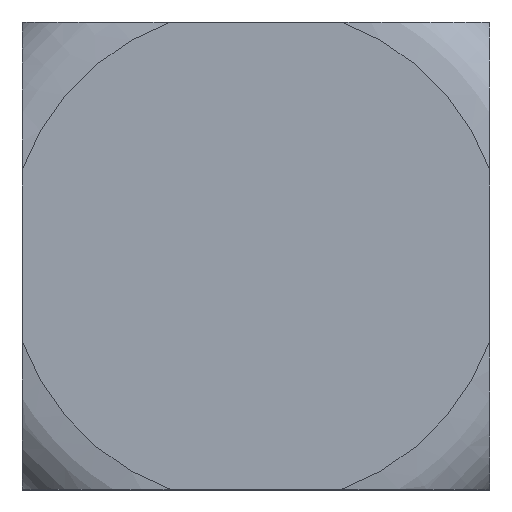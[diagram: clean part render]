
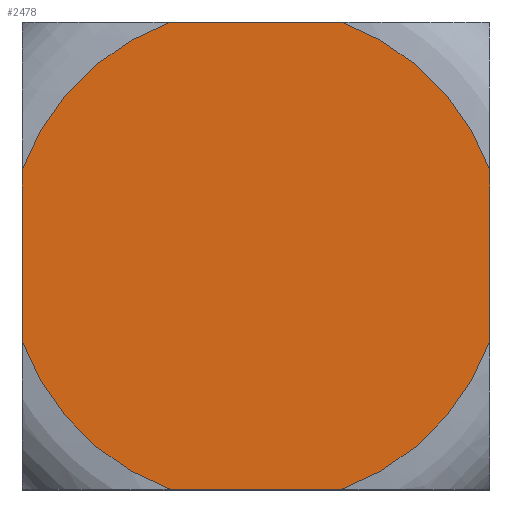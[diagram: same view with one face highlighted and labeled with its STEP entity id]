
A CAD part, top view. The second image highlights one B-rep face of the part: STEP entity #2478.
In plain terms, the highlighted planar face has unit normal (0, 0, 1).
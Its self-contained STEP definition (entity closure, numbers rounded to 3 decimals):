
#54=CIRCLE('',#2670,4.9);
#55=CIRCLE('',#2672,4.9);
#56=CIRCLE('',#2674,4.9);
#57=CIRCLE('',#2676,4.9);
#229=FACE_OUTER_BOUND('',#375,.T.);
#375=EDGE_LOOP('',(#2189,#2190,#2191,#2192,#2193,#2194,#2195,#2196));
#656=LINE('',#4027,#967);
#657=LINE('',#4029,#968);
#686=LINE('',#4087,#997);
#688=LINE('',#4090,#999);
#967=VECTOR('',#3257,10.);
#968=VECTOR('',#3260,10.);
#997=VECTOR('',#3311,10.);
#999=VECTOR('',#3315,10.);
#1187=VERTEX_POINT('',#3923);
#1188=VERTEX_POINT('',#3934);
#1189=VERTEX_POINT('',#3947);
#1191=VERTEX_POINT('',#3959);
#1192=VERTEX_POINT('',#3972);
#1194=VERTEX_POINT('',#3984);
#1196=VERTEX_POINT('',#3998);
#1197=VERTEX_POINT('',#4009);
#1500=EDGE_CURVE('',#1188,#1187,#54,.T.);
#1504=EDGE_CURVE('',#1189,#1191,#55,.T.);
#1507=EDGE_CURVE('',#1192,#1194,#56,.T.);
#1509=EDGE_CURVE('',#1197,#1196,#57,.T.);
#1514=EDGE_CURVE('',#1196,#1192,#656,.T.);
#1515=EDGE_CURVE('',#1187,#1197,#657,.T.);
#1544=EDGE_CURVE('',#1194,#1189,#686,.T.);
#1546=EDGE_CURVE('',#1191,#1188,#688,.T.);
#2189=ORIENTED_EDGE('',*,*,#1509,.T.);
#2190=ORIENTED_EDGE('',*,*,#1514,.T.);
#2191=ORIENTED_EDGE('',*,*,#1507,.T.);
#2192=ORIENTED_EDGE('',*,*,#1544,.T.);
#2193=ORIENTED_EDGE('',*,*,#1504,.T.);
#2194=ORIENTED_EDGE('',*,*,#1546,.T.);
#2195=ORIENTED_EDGE('',*,*,#1500,.T.);
#2196=ORIENTED_EDGE('',*,*,#1515,.T.);
#2337=PLANE('',#2691);
#2478=ADVANCED_FACE('',(#229),#2337,.T.);
#2670=AXIS2_PLACEMENT_3D('',#3935,#3238,#3239);
#2672=AXIS2_PLACEMENT_3D('',#3970,#3242,#3243);
#2674=AXIS2_PLACEMENT_3D('',#3995,#3246,#3247);
#2676=AXIS2_PLACEMENT_3D('',#4010,#3250,#3251);
#2691=AXIS2_PLACEMENT_3D('',#4091,#3316,#3317);
#3238=DIRECTION('center_axis',(0.,0.,
1.));
#3239=DIRECTION('ref_axis',(-1.,0.,0.));
#3242=DIRECTION('center_axis',(0.,0.,
1.));
#3243=DIRECTION('ref_axis',(-1.,0.,0.));
#3246=DIRECTION('center_axis',(0.,0.,
1.));
#3247=DIRECTION('ref_axis',(-1.,0.,0.));
#3250=DIRECTION('center_axis',(0.,0.,
1.));
#3251=DIRECTION('ref_axis',(-1.,0.,0.));
#3257=DIRECTION('',(1.,0.,0.));
#3260=DIRECTION('',(0.,-1.,0.));
#3311=DIRECTION('',(0.,1.,0.));
#3315=DIRECTION('',(-1.,0.,0.));
#3316=DIRECTION('center_axis',(0.,0.,1.));
#3317=DIRECTION('ref_axis',(1.,0.,0.));
#3923=CARTESIAN_POINT('',(-4.6,1.688,6.2));
#3934=CARTESIAN_POINT('',(-1.688,4.6,6.2));
#3935=CARTESIAN_POINT('Origin',(0.,0.,
6.2));
#3947=CARTESIAN_POINT('',(4.6,1.688,6.2));
#3959=CARTESIAN_POINT('',(1.688,4.6,6.2));
#3970=CARTESIAN_POINT('Origin',(0.,0.,
6.2));
#3972=CARTESIAN_POINT('',(1.688,-4.6,6.2));
#3984=CARTESIAN_POINT('',(4.6,-1.688,6.2));
#3995=CARTESIAN_POINT('Origin',(0.,0.,
6.2));
#3998=CARTESIAN_POINT('',(-1.688,-4.6,6.2));
#4009=CARTESIAN_POINT('',(-4.6,-1.688,6.2));
#4010=CARTESIAN_POINT('Origin',(0.,0.,
6.2));
#4027=CARTESIAN_POINT('',(-4.6,-4.6,6.2));
#4029=CARTESIAN_POINT('',(-4.6,4.6,6.2));
#4087=CARTESIAN_POINT('',(4.6,-4.6,6.2));
#4090=CARTESIAN_POINT('',(4.6,4.6,6.2));
#4091=CARTESIAN_POINT('Origin',(0.,0.,6.2));
